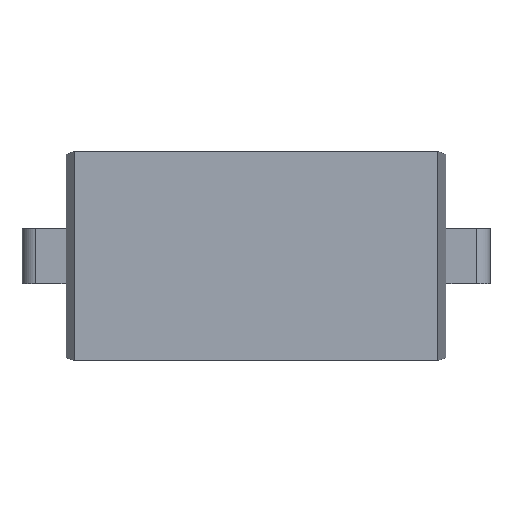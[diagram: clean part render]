
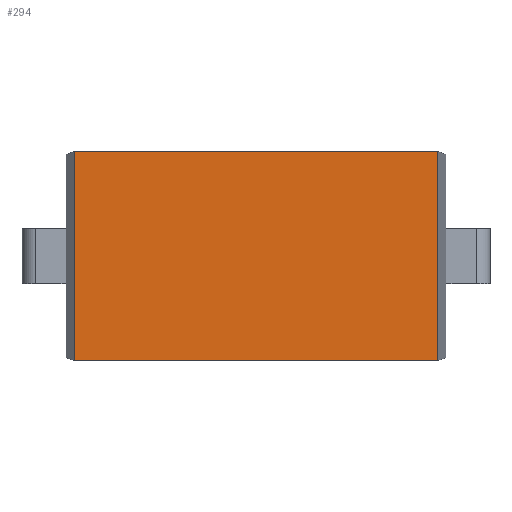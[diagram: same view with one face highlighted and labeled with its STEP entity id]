
A CAD part, top view. The second image highlights one B-rep face of the part: STEP entity #294.
In plain terms, the highlighted planar face has unit normal (0, 0, 1).
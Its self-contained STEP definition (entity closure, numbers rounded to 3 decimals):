
#150=CARTESIAN_POINT('',(6.6,-3.8,7.1));
#151=VERTEX_POINT('',#150);
#158=CARTESIAN_POINT('',(-6.6,-3.8,7.1));
#159=VERTEX_POINT('',#158);
#160=CARTESIAN_POINT('',(6.6,-3.8,7.1));
#161=DIRECTION('',(-1.0,0.0,0.0));
#162=VECTOR('',#161,13.2);
#163=LINE('',#160,#162);
#164=EDGE_CURVE('',#151,#159,#163,.T.);
#254=CARTESIAN_POINT('',(6.6,3.8,7.1));
#255=VERTEX_POINT('',#254);
#262=CARTESIAN_POINT('',(6.6,3.8,7.1));
#263=DIRECTION('',(0.0,-1.0,0.0));
#264=VECTOR('',#263,7.6);
#265=LINE('',#262,#264);
#266=EDGE_CURVE('',#255,#151,#265,.T.);
#271=CARTESIAN_POINT('',(0.,0.,7.1));
#272=DIRECTION('',(0.0,0.0,-1.0));
#273=DIRECTION('',(0.0,-1.0,0.0));
#274=AXIS2_PLACEMENT_3D('',#271,#272,#273);
#275=PLANE('',#274);
#276=ORIENTED_EDGE('',*,*,#266,.F.);
#277=CARTESIAN_POINT('',(-6.6,3.8,7.1));
#278=VERTEX_POINT('',#277);
#279=CARTESIAN_POINT('',(-6.6,3.8,7.1));
#280=DIRECTION('',(1.0,0.0,0.0));
#281=VECTOR('',#280,13.2);
#282=LINE('',#279,#281);
#283=EDGE_CURVE('',#278,#255,#282,.T.);
#284=ORIENTED_EDGE('',*,*,#283,.F.);
#285=CARTESIAN_POINT('',(-6.6,-3.8,7.1));
#286=DIRECTION('',(0.0,1.0,0.0));
#287=VECTOR('',#286,7.6);
#288=LINE('',#285,#287);
#289=EDGE_CURVE('',#159,#278,#288,.T.);
#290=ORIENTED_EDGE('',*,*,#289,.F.);
#291=ORIENTED_EDGE('',*,*,#164,.F.);
#292=EDGE_LOOP('',(#276,#284,#290,#291));
#293=FACE_OUTER_BOUND('',#292,.T.);
#294=ADVANCED_FACE('',(#293),#275,.F.);
